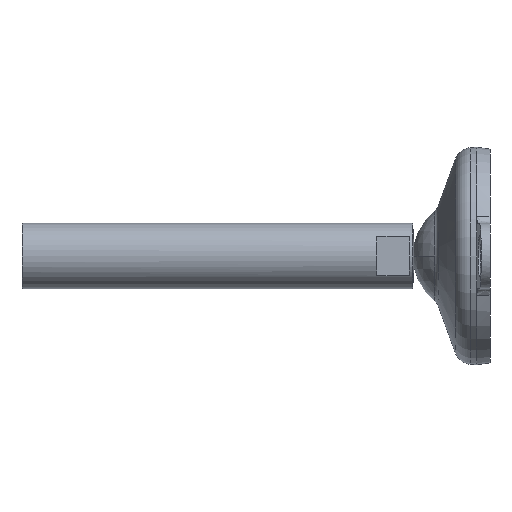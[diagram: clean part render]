
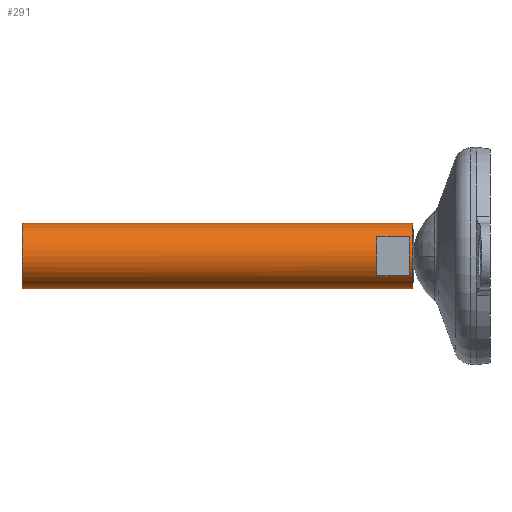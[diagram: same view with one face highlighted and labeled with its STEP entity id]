
A CAD part, left-side view. The second image highlights one B-rep face of the part: STEP entity #291.
In plain terms, the highlighted cylindrical face has radius 15 mm (diameter 30 mm), a partial arc.
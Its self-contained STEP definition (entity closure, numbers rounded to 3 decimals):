
#26 = DIRECTION ( 'NONE',  ( 0., -1., 0. ) ) ;
#66 = VECTOR ( 'NONE', #313, 1000. ) ;
#72 = CIRCLE ( 'NONE', #793, 15. ) ;
#97 = CARTESIAN_POINT ( 'NONE',  ( -12., 37., 9. ) ) ;
#120 = DIRECTION ( 'NONE',  ( 0., 0., 1. ) ) ;
#140 = ORIENTED_EDGE ( 'NONE', *, *, #493, .T. ) ;
#182 = CARTESIAN_POINT ( 'NONE',  ( 0., 35.5, 15. ) ) ;
#243 = CARTESIAN_POINT ( 'NONE',  ( 0., 37., 0. ) ) ;
#273 = EDGE_CURVE ( 'NONE', #1221, #1175, #72, .T. ) ;
#283 = VERTEX_POINT ( 'NONE', #97 ) ;
#285 = ORIENTED_EDGE ( 'NONE', *, *, #319, .T. ) ;
#291 = ADVANCED_FACE ( 'NONE', ( #1078, #1161 ), #1522, .T. ) ;
#313 = DIRECTION ( 'NONE',  ( 0., 1., 0. ) ) ;
#319 = EDGE_CURVE ( 'NONE', #510, #1175, #986, .T. ) ;
#327 = CARTESIAN_POINT ( 'NONE',  ( -12., 37., -9. ) ) ;
#338 = ORIENTED_EDGE ( 'NONE', *, *, #863, .T. ) ;
#386 = VERTEX_POINT ( 'NONE', #1322 ) ;
#392 = CARTESIAN_POINT ( 'NONE',  ( 0., 0., -15. ) ) ;
#436 = ORIENTED_EDGE ( 'NONE', *, *, #618, .T. ) ;
#445 = EDGE_CURVE ( 'NONE', #386, #283, #823, .T. ) ;
#460 = CARTESIAN_POINT ( 'NONE',  ( 0., 0., 0. ) ) ;
#475 = EDGE_LOOP ( 'NONE', ( #613, #338, #285, #833 ) ) ;
#481 = EDGE_CURVE ( 'NONE', #1440, #386, #1038, .T. ) ;
#488 = DIRECTION ( 'NONE',  ( 0., -1., 0. ) ) ;
#489 = DIRECTION ( 'NONE',  ( 0., -1., 0. ) ) ;
#490 = DIRECTION ( 'NONE',  ( 0., 0., -1. ) ) ;
#493 = EDGE_CURVE ( 'NONE', #283, #721, #842, .T. ) ;
#502 = EDGE_LOOP ( 'NONE', ( #436, #1102, #816, #140 ) ) ;
#510 = VERTEX_POINT ( 'NONE', #1347 ) ;
#558 = CARTESIAN_POINT ( 'NONE',  ( -12., 52., -9. ) ) ;
#584 = CARTESIAN_POINT ( 'NONE',  ( 0., 52., 0. ) ) ;
#613 = ORIENTED_EDGE ( 'NONE', *, *, #1156, .F. ) ;
#614 = LINE ( 'NONE', #1200, #1236 ) ;
#618 = EDGE_CURVE ( 'NONE', #721, #1440, #902, .T. ) ;
#680 = CIRCLE ( 'NONE', #900, 15. ) ;
#721 = VERTEX_POINT ( 'NONE', #327 ) ;
#733 = CARTESIAN_POINT ( 'NONE',  ( 0., 215., 15. ) ) ;
#749 = DIRECTION ( 'NONE',  ( 0., -1., 0. ) ) ;
#793 = AXIS2_PLACEMENT_3D ( 'NONE', #825, #1190, #490 ) ;
#816 = ORIENTED_EDGE ( 'NONE', *, *, #445, .T. ) ;
#823 = LINE ( 'NONE', #1426, #1458 ) ;
#825 = CARTESIAN_POINT ( 'NONE',  ( 0., 35.5, 0. ) ) ;
#833 = ORIENTED_EDGE ( 'NONE', *, *, #273, .F. ) ;
#837 = CARTESIAN_POINT ( 'NONE',  ( 0., 215., 0. ) ) ;
#842 = CIRCLE ( 'NONE', #1088, 15. ) ;
#848 = DIRECTION ( 'NONE',  ( 0., -1., 0. ) ) ;
#857 = DIRECTION ( 'NONE',  ( 0., 0., -1. ) ) ;
#858 = VERTEX_POINT ( 'NONE', #733 ) ;
#863 = EDGE_CURVE ( 'NONE', #858, #510, #680, .T. ) ;
#900 = AXIS2_PLACEMENT_3D ( 'NONE', #837, #489, #984 ) ;
#902 = LINE ( 'NONE', #1231, #66 ) ;
#956 = DIRECTION ( 'NONE',  ( 0., 0., -1. ) ) ;
#964 = DIRECTION ( 'NONE',  ( 0., 1., 0. ) ) ;
#984 = DIRECTION ( 'NONE',  ( 0., 0., -1. ) ) ;
#986 = LINE ( 'NONE', #392, #1110 ) ;
#1016 = AXIS2_PLACEMENT_3D ( 'NONE', #460, #749, #857 ) ;
#1038 = CIRCLE ( 'NONE', #1379, 15. ) ;
#1078 = FACE_OUTER_BOUND ( 'NONE', #475, .T. ) ;
#1088 = AXIS2_PLACEMENT_3D ( 'NONE', #243, #26, #956 ) ;
#1102 = ORIENTED_EDGE ( 'NONE', *, *, #481, .T. ) ;
#1110 = VECTOR ( 'NONE', #1211, 1000. ) ;
#1156 = EDGE_CURVE ( 'NONE', #858, #1221, #614, .T. ) ;
#1161 = FACE_BOUND ( 'NONE', #502, .T. ) ;
#1175 = VERTEX_POINT ( 'NONE', #1317 ) ;
#1190 = DIRECTION ( 'NONE',  ( 0., -1., 0. ) ) ;
#1200 = CARTESIAN_POINT ( 'NONE',  ( 0., 0., 15. ) ) ;
#1211 = DIRECTION ( 'NONE',  ( 0., -1., 0. ) ) ;
#1221 = VERTEX_POINT ( 'NONE', #182 ) ;
#1231 = CARTESIAN_POINT ( 'NONE',  ( -12., 0., -9. ) ) ;
#1236 = VECTOR ( 'NONE', #488, 1000. ) ;
#1317 = CARTESIAN_POINT ( 'NONE',  ( 0., 35.5, -15. ) ) ;
#1322 = CARTESIAN_POINT ( 'NONE',  ( -12., 52., 9. ) ) ;
#1347 = CARTESIAN_POINT ( 'NONE',  ( 0., 215., -15. ) ) ;
#1379 = AXIS2_PLACEMENT_3D ( 'NONE', #584, #964, #120 ) ;
#1426 = CARTESIAN_POINT ( 'NONE',  ( -12., 0., 9. ) ) ;
#1440 = VERTEX_POINT ( 'NONE', #558 ) ;
#1458 = VECTOR ( 'NONE', #848, 1000. ) ;
#1522 = CYLINDRICAL_SURFACE ( 'NONE', #1016, 15. ) ;
